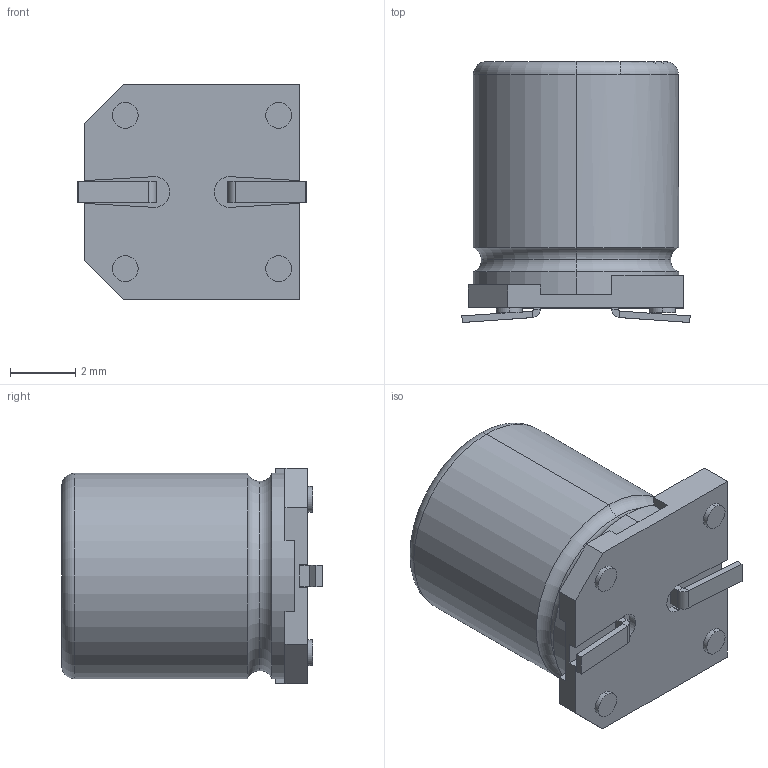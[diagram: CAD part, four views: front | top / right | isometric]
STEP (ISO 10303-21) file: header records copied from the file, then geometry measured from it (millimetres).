
FILE_DESCRIPTION (( 'STEP AP214' ), '1' );
FILE_NAME ('UWZ1H470MCL1GS.STEP', '2019-05-15T10:39:13', ( '' ), ( '' ), 'SwSTEP 2.0', 'SolidWorks 2017', '' );
FILE_SCHEMA (( 'AUTOMOTIVE_DESIGN' ));
Length unit declared in the file: millimetre
Products named in the file (1): UWZ1H470MCL1GS
Bounding box: 7 x 8 x 6.6 mm (x, y, z)
Volume: 240.5 mm3; surface area: 344.1 mm2
Topology: 5 solids, 5 shells, 95 faces, 217 edges, 136 vertices
Faces by surface type: plane 61, cylinder 26, torus 8
Entity records: 2842 total; most frequent: DIRECTION 472, CARTESIAN_POINT 469, ORIENTED_EDGE 434, EDGE_CURVE 217, AXIS2_PLACEMENT_3D 163, VECTOR 146, LINE 146, VERTEX_POINT 136
